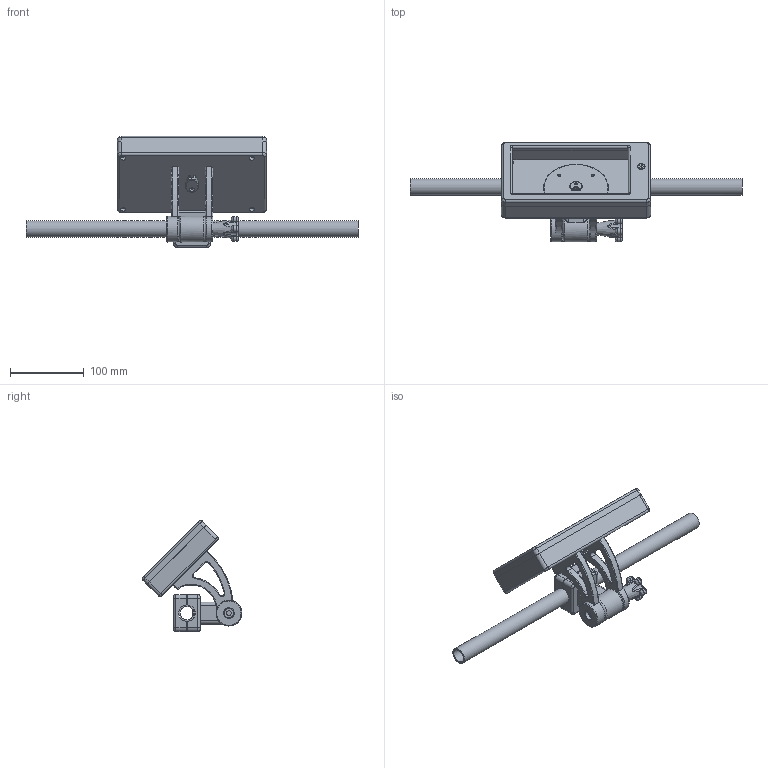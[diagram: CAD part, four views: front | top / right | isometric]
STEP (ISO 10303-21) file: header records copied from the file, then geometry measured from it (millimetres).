
FILE_DESCRIPTION(/* description */ (''),/* implementation_level */ '2;1');
FILE_NAME(/* name */ 'panel_due_7i_case_bottom.step',/* time_stamp */ '2018-03-04T09:46:11+01:00',/* author */ (''),/* organization */ (''),/* preprocessor_version */ 'ST-DEVELOPER v16.13',/* originating_system */ 'Autodesk Translation Framework v6.5.0.72',/* authorisation */ '');
FILE_SCHEMA (('AUTOMOTIVE_DESIGN { 1 0 10303 214 3 1 1 }'));
Length unit declared in the file: millimetre
Products named in the file (13): panel_due_7i_case; panel_due_7i_case_bottom; cable_guide_bottom; cable_guide_top; case_top; panel_due_holder_arm; Component9; panel_due_holder_lid; carbon_tube_22x18x450; panel_due_7i_case_arm_left; panel_due_7i_case_arm_right; panel_due_7i_case_top; panel_due_7i_holder_wheel
Assembly tree (12 placements, depth 3):
  panel_due_7i_case
    panel_due_7i_case_bottom
      cable_guide_bottom
      cable_guide_top
      case_top
    panel_due_holder_arm
      Component9
    panel_due_holder_lid
    carbon_tube_22x18x450
    panel_due_7i_case_arm_left
    panel_due_7i_case_arm_right
    panel_due_7i_case_top
    panel_due_7i_holder_wheel
Bounding box: 450 x 135.04 x 150.55 mm (x, y, z)
Volume: 432286.4 mm3; surface area: 222190.5 mm2
Topology: 10 solids, 10 shells, 438 faces, 1059 edges, 675 vertices
Faces by surface type: cylinder 189, plane 140, torus 57, bspline 31, sphere 11, cone 10
Full cylindrical faces by diameter (mm): 1 x6, 3.5 x6, 3.8 x16, 4.2 x3, 4.3 x1, 5.5 x4, 6.5 x4, 7 x12, 8 x1, 10 x3, 10.5 x1, 12.5 x1, 15 x1, 18 x1, 22 x1, 35 x1, 88 x1
Entity records: 15419 total; most frequent: CARTESIAN_POINT 4612, DIRECTION 2288, ORIENTED_EDGE 2118, EDGE_CURVE 1059, AXIS2_PLACEMENT_3D 943, VERTEX_POINT 675, EDGE_LOOP 536, CIRCLE 506
